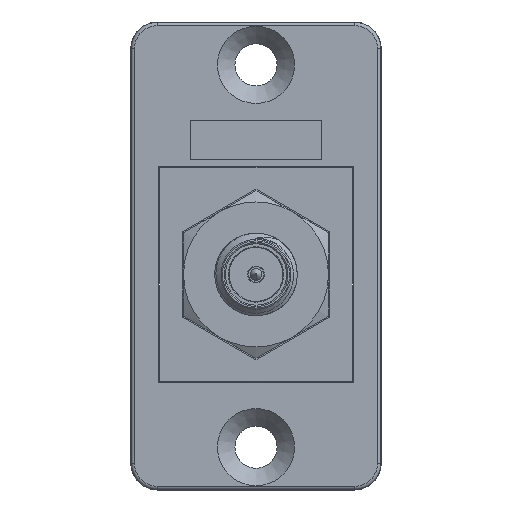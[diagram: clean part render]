
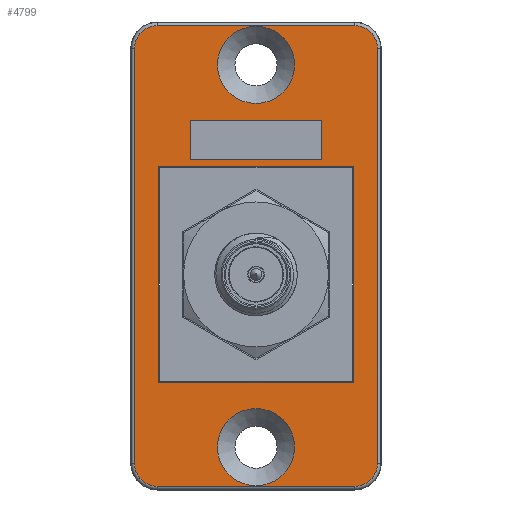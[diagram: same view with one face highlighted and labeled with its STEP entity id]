
A CAD part, front view. The second image highlights one B-rep face of the part: STEP entity #4799.
In plain terms, the highlighted planar face has unit normal (0, -1, 0).
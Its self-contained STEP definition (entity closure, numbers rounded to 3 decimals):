
#90=FACE_BOUND('',#642,.T.);
#91=FACE_BOUND('',#643,.T.);
#92=FACE_BOUND('',#644,.T.);
#93=FACE_BOUND('',#645,.T.);
#143=PLANE('',#5104);
#375=FACE_OUTER_BOUND('',#641,.T.);
#641=EDGE_LOOP('',(#3367,#3368,#3369,#3370,#3371,#3372,#3373,#3374));
#642=EDGE_LOOP('',(#3375,#3376,#3377,#3378));
#643=EDGE_LOOP('',(#3379));
#644=EDGE_LOOP('',(#3380));
#645=EDGE_LOOP('',(#3381,#3382,#3383,#3384));
#881=CIRCLE('',#5079,1.714);
#885=CIRCLE('',#5085,1.714);
#889=CIRCLE('',#5091,1.714);
#893=CIRCLE('',#5097,1.714);
#896=CIRCLE('',#5105,2.925);
#897=CIRCLE('',#5106,2.925);
#1167=LINE('',#8329,#1567);
#1215=LINE('',#8628,#1615);
#1216=LINE('',#8639,#1616);
#1218=LINE('',#8651,#1618);
#1220=LINE('',#8663,#1620);
#1229=LINE('',#8688,#1629);
#1230=LINE('',#8690,#1630);
#1231=LINE('',#8691,#1631);
#1232=LINE('',#8698,#1632);
#1233=LINE('',#8700,#1633);
#1234=LINE('',#8702,#1634);
#1235=LINE('',#8703,#1635);
#1567=VECTOR('',#5554,10.);
#1615=VECTOR('',#5638,10.);
#1616=VECTOR('',#5651,10.);
#1618=VECTOR('',#5665,10.);
#1620=VECTOR('',#5679,10.);
#1629=VECTOR('',#5708,10.);
#1630=VECTOR('',#5709,10.);
#1631=VECTOR('',#5710,10.);
#1632=VECTOR('',#5715,10.);
#1633=VECTOR('',#5716,10.);
#1634=VECTOR('',#5717,10.);
#1635=VECTOR('',#5718,10.);
#2000=VERTEX_POINT('',#8326);
#2001=VERTEX_POINT('',#8328);
#2044=VERTEX_POINT('',#8621);
#2047=VERTEX_POINT('',#8626);
#2049=VERTEX_POINT('',#8631);
#2051=VERTEX_POINT('',#8637);
#2053=VERTEX_POINT('',#8643);
#2055=VERTEX_POINT('',#8649);
#2057=VERTEX_POINT('',#8655);
#2059=VERTEX_POINT('',#8661);
#2065=VERTEX_POINT('',#8687);
#2066=VERTEX_POINT('',#8689);
#2067=VERTEX_POINT('',#8692);
#2068=VERTEX_POINT('',#8694);
#2069=VERTEX_POINT('',#8696);
#2070=VERTEX_POINT('',#8697);
#2071=VERTEX_POINT('',#8699);
#2072=VERTEX_POINT('',#8701);
#2467=EDGE_CURVE('',#2001,#2000,#1167,.T.);
#2539=EDGE_CURVE('',#2047,#2044,#1215,.T.);
#2541=EDGE_CURVE('',#2049,#2047,#881,.T.);
#2544=EDGE_CURVE('',#2051,#2049,#1216,.T.);
#2547=EDGE_CURVE('',#2053,#2051,#885,.T.);
#2550=EDGE_CURVE('',#2055,#2053,#1218,.T.);
#2553=EDGE_CURVE('',#2057,#2055,#889,.T.);
#2556=EDGE_CURVE('',#2059,#2057,#1220,.T.);
#2559=EDGE_CURVE('',#2044,#2059,#893,.T.);
#2569=EDGE_CURVE('',#2000,#2065,#1229,.T.);
#2570=EDGE_CURVE('',#2065,#2066,#1230,.T.);
#2571=EDGE_CURVE('',#2066,#2001,#1231,.T.);
#2572=EDGE_CURVE('',#2067,#2067,#896,.T.);
#2573=EDGE_CURVE('',#2068,#2068,#897,.T.);
#2574=EDGE_CURVE('',#2069,#2070,#1232,.T.);
#2575=EDGE_CURVE('',#2070,#2071,#1233,.T.);
#2576=EDGE_CURVE('',#2071,#2072,#1234,.T.);
#2577=EDGE_CURVE('',#2072,#2069,#1235,.T.);
#3367=ORIENTED_EDGE('',*,*,#2539,.F.);
#3368=ORIENTED_EDGE('',*,*,#2541,.F.);
#3369=ORIENTED_EDGE('',*,*,#2544,.F.);
#3370=ORIENTED_EDGE('',*,*,#2547,.F.);
#3371=ORIENTED_EDGE('',*,*,#2550,.F.);
#3372=ORIENTED_EDGE('',*,*,#2553,.F.);
#3373=ORIENTED_EDGE('',*,*,#2556,.F.);
#3374=ORIENTED_EDGE('',*,*,#2559,.F.);
#3375=ORIENTED_EDGE('',*,*,#2569,.T.);
#3376=ORIENTED_EDGE('',*,*,#2570,.T.);
#3377=ORIENTED_EDGE('',*,*,#2571,.T.);
#3378=ORIENTED_EDGE('',*,*,#2467,.T.);
#3379=ORIENTED_EDGE('',*,*,#2572,.T.);
#3380=ORIENTED_EDGE('',*,*,#2573,.T.);
#3381=ORIENTED_EDGE('',*,*,#2574,.T.);
#3382=ORIENTED_EDGE('',*,*,#2575,.T.);
#3383=ORIENTED_EDGE('',*,*,#2576,.T.);
#3384=ORIENTED_EDGE('',*,*,#2577,.T.);
#4799=ADVANCED_FACE('',(#375,#90,#91,#92,#93),#143,.F.);
#5079=AXIS2_PLACEMENT_3D('',#8633,#5643,#5644);
#5085=AXIS2_PLACEMENT_3D('',#8645,#5657,#5658);
#5091=AXIS2_PLACEMENT_3D('',#8657,#5671,#5672);
#5097=AXIS2_PLACEMENT_3D('',#8667,#5685,#5686);
#5104=AXIS2_PLACEMENT_3D('',#8686,#5706,#5707);
#5105=AXIS2_PLACEMENT_3D('',#8693,#5711,#5712);
#5106=AXIS2_PLACEMENT_3D('',#8695,#5713,#5714);
#5554=DIRECTION('',(1.,0.,0.));
#5638=DIRECTION('',(0.,0.,-1.));
#5643=DIRECTION('center_axis',(0.,1.,0.));
#5644=DIRECTION('ref_axis',(0.707,0.,0.707));
#5651=DIRECTION('',(1.,0.,0.));
#5657=DIRECTION('center_axis',(0.,1.,0.));
#5658=DIRECTION('ref_axis',(-0.707,0.,0.707));
#5665=DIRECTION('',(0.,0.,1.));
#5671=DIRECTION('center_axis',(0.,1.,0.));
#5672=DIRECTION('ref_axis',(-0.707,0.,-0.707));
#5679=DIRECTION('',(-1.,0.,0.));
#5685=DIRECTION('center_axis',(0.,1.,0.));
#5686=DIRECTION('ref_axis',(0.707,0.,-0.707));
#5706=DIRECTION('center_axis',(0.,1.,0.));
#5707=DIRECTION('ref_axis',(0.,0.,1.));
#5708=DIRECTION('',(0.,0.,-1.));
#5709=DIRECTION('',(-1.,0.,0.));
#5710=DIRECTION('',(0.,0.,1.));
#5711=DIRECTION('center_axis',(0.,1.,0.));
#5712=DIRECTION('ref_axis',(0.,0.,-1.));
#5713=DIRECTION('center_axis',(0.,1.,0.));
#5714=DIRECTION('ref_axis',(0.,0.,-1.));
#5715=DIRECTION('',(1.,0.,0.));
#5716=DIRECTION('',(0.,0.,-1.));
#5717=DIRECTION('',(-1.,0.,0.));
#5718=DIRECTION('',(0.,0.,1.));
#8326=CARTESIAN_POINT('',(7.375,-5.1,8.2));
#8328=CARTESIAN_POINT('',(-7.375,-5.1,8.2));
#8329=CARTESIAN_POINT('',(-3.688,-5.1,8.2));
#8621=CARTESIAN_POINT('',(9.214,-5.1,-14.35));
#8626=CARTESIAN_POINT('',(9.214,-5.1,17.15));
#8628=CARTESIAN_POINT('',(9.214,-5.1,10.275));
#8631=CARTESIAN_POINT('',(7.5,-5.1,18.864));
#8633=CARTESIAN_POINT('Origin',(7.5,-5.1,17.15));
#8637=CARTESIAN_POINT('',(-7.5,-5.1,18.864));
#8639=CARTESIAN_POINT('',(-4.75,-5.1,18.864));
#8643=CARTESIAN_POINT('',(-9.214,-5.1,17.15));
#8645=CARTESIAN_POINT('Origin',(-7.5,-5.1,17.15));
#8649=CARTESIAN_POINT('',(-9.214,-5.1,-14.35));
#8651=CARTESIAN_POINT('',(-9.214,-5.1,-7.475));
#8655=CARTESIAN_POINT('',(-7.5,-5.1,-16.064));
#8657=CARTESIAN_POINT('Origin',(-7.5,-5.1,-14.35));
#8661=CARTESIAN_POINT('',(7.5,-5.1,-16.064));
#8663=CARTESIAN_POINT('',(4.75,-5.1,-16.064));
#8667=CARTESIAN_POINT('Origin',(7.5,-5.1,-14.35));
#8686=CARTESIAN_POINT('Origin',(0.,-5.1,1.4));
#8687=CARTESIAN_POINT('',(7.375,-5.1,-8.2));
#8688=CARTESIAN_POINT('',(7.375,-5.1,4.8));
#8689=CARTESIAN_POINT('',(-7.375,-5.1,-8.2));
#8690=CARTESIAN_POINT('',(3.688,-5.1,-8.2));
#8691=CARTESIAN_POINT('',(-7.375,-5.1,-3.4));
#8692=CARTESIAN_POINT('',(0.,-5.1,18.825));
#8693=CARTESIAN_POINT('Origin',(0.,-5.1,15.9));
#8694=CARTESIAN_POINT('',(0.,-5.1,-10.175));
#8695=CARTESIAN_POINT('Origin',(0.,-5.1,-13.1));
#8696=CARTESIAN_POINT('',(-5.,-5.1,11.7));
#8697=CARTESIAN_POINT('',(5.,-5.1,11.7));
#8698=CARTESIAN_POINT('',(-2.5,-5.1,11.7));
#8699=CARTESIAN_POINT('',(5.,-5.1,8.7));
#8700=CARTESIAN_POINT('',(5.,-5.1,6.55));
#8701=CARTESIAN_POINT('',(-5.,-5.1,8.7));
#8702=CARTESIAN_POINT('',(2.5,-5.1,8.7));
#8703=CARTESIAN_POINT('',(-5.,-5.1,5.05));
